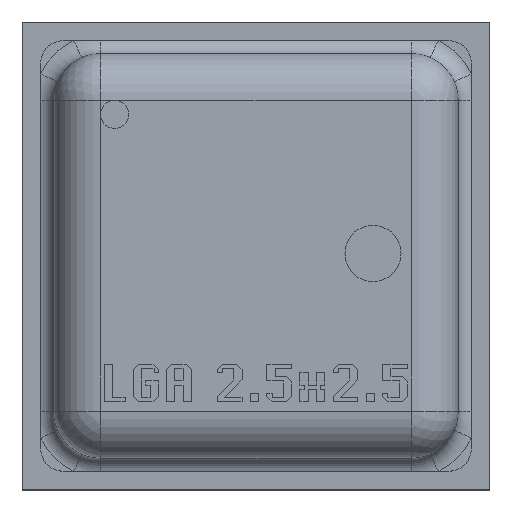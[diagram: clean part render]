
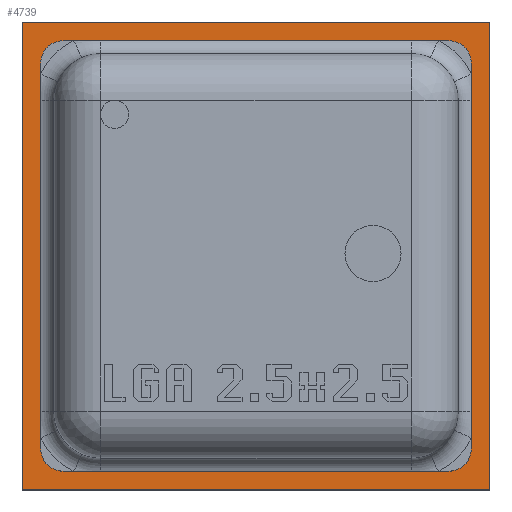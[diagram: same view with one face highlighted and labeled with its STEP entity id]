
A CAD part, top view. The second image highlights one B-rep face of the part: STEP entity #4739.
In plain terms, the highlighted planar face has unit normal (0, 0, 1).
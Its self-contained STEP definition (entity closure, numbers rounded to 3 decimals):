
#63=FACE_BOUND('',#655,.T.);
#118=CIRCLE('',#5026,0.12);
#119=CIRCLE('',#5029,0.12);
#120=CIRCLE('',#5032,0.12);
#122=CIRCLE('',#5036,0.12);
#385=FACE_OUTER_BOUND('',#654,.T.);
#654=EDGE_LOOP('',(#4032,#4033,#4034,#4035));
#655=EDGE_LOOP('',(#4036,#4037,#4038,#4039,#4040,#4041,#4042,#4043));
#1188=LINE('',#7468,#1744);
#1191=LINE('',#7476,#1747);
#1195=LINE('',#7488,#1751);
#1199=LINE('',#7496,#1755);
#1202=LINE('',#7505,#1758);
#1205=LINE('',#7511,#1761);
#1208=LINE('',#7517,#1764);
#1211=LINE('',#7521,#1767);
#1744=VECTOR('',#6151,2.06);
#1747=VECTOR('',#6160,2.06);
#1751=VECTOR('',#6172,2.06);
#1755=VECTOR('',#6182,2.06);
#1758=VECTOR('',#6189,2.5);
#1761=VECTOR('',#6194,2.5);
#1764=VECTOR('',#6199,2.5);
#1767=VECTOR('',#6204,2.5);
#2157=VERTEX_POINT('',#7461);
#2158=VERTEX_POINT('',#7462);
#2159=VERTEX_POINT('',#7467);
#2160=VERTEX_POINT('',#7471);
#2161=VERTEX_POINT('',#7475);
#2163=VERTEX_POINT('',#7481);
#2165=VERTEX_POINT('',#7487);
#2166=VERTEX_POINT('',#7492);
#2169=VERTEX_POINT('',#7502);
#2170=VERTEX_POINT('',#7504);
#2172=VERTEX_POINT('',#7510);
#2174=VERTEX_POINT('',#7516);
#2767=EDGE_CURVE('',#2157,#2158,#118,.T.);
#2770=EDGE_CURVE('',#2158,#2159,#1188,.T.);
#2772=EDGE_CURVE('',#2159,#2160,#119,.T.);
#2774=EDGE_CURVE('',#2160,#2161,#1191,.T.);
#2777=EDGE_CURVE('',#2161,#2163,#120,.T.);
#2780=EDGE_CURVE('',#2163,#2165,#1195,.T.);
#2783=EDGE_CURVE('',#2165,#2166,#122,.T.);
#2785=EDGE_CURVE('',#2166,#2157,#1199,.T.);
#2788=EDGE_CURVE('',#2170,#2169,#1202,.T.);
#2791=EDGE_CURVE('',#2172,#2170,#1205,.T.);
#2794=EDGE_CURVE('',#2174,#2172,#1208,.T.);
#2797=EDGE_CURVE('',#2169,#2174,#1211,.T.);
#4032=ORIENTED_EDGE('',*,*,#2797,.T.);
#4033=ORIENTED_EDGE('',*,*,#2794,.T.);
#4034=ORIENTED_EDGE('',*,*,#2791,.T.);
#4035=ORIENTED_EDGE('',*,*,#2788,.T.);
#4036=ORIENTED_EDGE('',*,*,#2767,.T.);
#4037=ORIENTED_EDGE('',*,*,#2770,.T.);
#4038=ORIENTED_EDGE('',*,*,#2772,.T.);
#4039=ORIENTED_EDGE('',*,*,#2774,.T.);
#4040=ORIENTED_EDGE('',*,*,#2777,.T.);
#4041=ORIENTED_EDGE('',*,*,#2780,.T.);
#4042=ORIENTED_EDGE('',*,*,#2783,.T.);
#4043=ORIENTED_EDGE('',*,*,#2785,.T.);
#4252=PLANE('',#5044);
#4739=ADVANCED_FACE('',(#385,#63),#4252,.T.);
#5026=AXIS2_PLACEMENT_3D('',#7463,#6145,#6146);
#5029=AXIS2_PLACEMENT_3D('',#7472,#6155,#6156);
#5032=AXIS2_PLACEMENT_3D('',#7482,#6165,#6166);
#5036=AXIS2_PLACEMENT_3D('',#7493,#6177,#6178);
#5044=AXIS2_PLACEMENT_3D('',#7523,#6207,#6208);
#6145=DIRECTION('center_axis',(0.,0.,-1.));
#6146=DIRECTION('ref_axis',(-1.,0.,0.));
#6151=DIRECTION('',(0.,-1.,0.));
#6155=DIRECTION('center_axis',(0.,0.,-1.));
#6156=DIRECTION('ref_axis',(0.,1.,0.));
#6160=DIRECTION('',(-1.,0.,0.));
#6165=DIRECTION('center_axis',(0.,0.,-1.));
#6166=DIRECTION('ref_axis',(1.,0.,0.));
#6172=DIRECTION('',(0.,1.,0.));
#6177=DIRECTION('center_axis',(0.,0.,-1.));
#6178=DIRECTION('ref_axis',(0.,-1.,0.));
#6182=DIRECTION('',(1.,0.,0.));
#6189=DIRECTION('',(0.,1.,0.));
#6194=DIRECTION('',(1.,0.,0.));
#6199=DIRECTION('',(0.,-1.,0.));
#6204=DIRECTION('',(-1.,0.,0.));
#6207=DIRECTION('center_axis',(0.,0.,1.));
#6208=DIRECTION('ref_axis',(1.,0.,0.));
#7461=CARTESIAN_POINT('',(1.03,1.15,0.13));
#7462=CARTESIAN_POINT('',(1.15,1.03,0.13));
#7463=CARTESIAN_POINT('Origin',(1.03,1.03,0.13));
#7467=CARTESIAN_POINT('',(1.15,-1.03,0.13));
#7468=CARTESIAN_POINT('',(1.15,-0.515,0.13));
#7471=CARTESIAN_POINT('',(1.03,-1.15,0.13));
#7472=CARTESIAN_POINT('Origin',(1.03,-1.03,0.13));
#7475=CARTESIAN_POINT('',(-1.03,-1.15,0.13));
#7476=CARTESIAN_POINT('',(-0.515,-1.15,0.13));
#7481=CARTESIAN_POINT('',(-1.15,-1.03,0.13));
#7482=CARTESIAN_POINT('Origin',(-1.03,-1.03,0.13));
#7487=CARTESIAN_POINT('',(-1.15,1.03,0.13));
#7488=CARTESIAN_POINT('',(-1.15,0.515,0.13));
#7492=CARTESIAN_POINT('',(-1.03,1.15,0.13));
#7493=CARTESIAN_POINT('Origin',(-1.03,1.03,0.13));
#7496=CARTESIAN_POINT('',(0.515,1.15,0.13));
#7502=CARTESIAN_POINT('',(1.25,1.25,0.13));
#7504=CARTESIAN_POINT('',(1.25,-1.25,0.13));
#7505=CARTESIAN_POINT('',(1.25,1.25,0.13));
#7510=CARTESIAN_POINT('',(-1.25,-1.25,0.13));
#7511=CARTESIAN_POINT('',(1.25,-1.25,0.13));
#7516=CARTESIAN_POINT('',(-1.25,1.25,0.13));
#7517=CARTESIAN_POINT('',(-1.25,-1.25,0.13));
#7521=CARTESIAN_POINT('',(-1.25,1.25,0.13));
#7523=CARTESIAN_POINT('Origin',(0.,0.,0.13));
